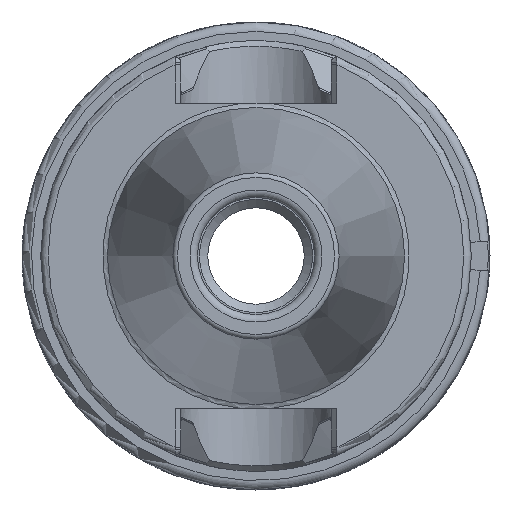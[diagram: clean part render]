
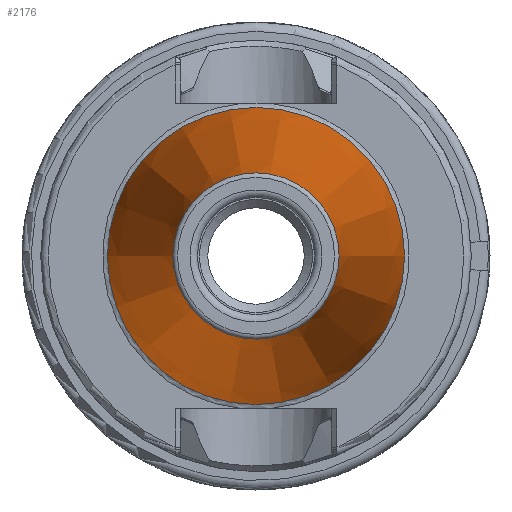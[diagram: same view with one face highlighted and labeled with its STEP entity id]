
A CAD part, left-side view. The second image highlights one B-rep face of the part: STEP entity #2176.
In plain terms, the highlighted conical face has half-angle 8.297 degrees and reference radius 12.377 mm.
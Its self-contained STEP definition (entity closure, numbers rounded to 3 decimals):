
#319=FACE_OUTER_BOUND('',#449,.T.);
#449=EDGE_LOOP('',(#1741,#1742,#1743,#1744,#1745));
#572=LINE('',#4296,#684);
#684=VECTOR('',#2801,12.377);
#791=CIRCLE('',#2404,8.879);
#792=CIRCLE('',#2405,8.879);
#795=CIRCLE('',#2409,15.875);
#965=VERTEX_POINT('',#4286);
#966=VERTEX_POINT('',#4287);
#968=VERTEX_POINT('',#4294);
#1244=EDGE_CURVE('',#965,#966,#791,.T.);
#1245=EDGE_CURVE('',#966,#965,#792,.T.);
#1248=EDGE_CURVE('',#968,#968,#795,.T.);
#1249=EDGE_CURVE('',#968,#965,#572,.T.);
#1741=ORIENTED_EDGE('',*,*,#1248,.F.);
#1742=ORIENTED_EDGE('',*,*,#1249,.T.);
#1743=ORIENTED_EDGE('',*,*,#1244,.T.);
#1744=ORIENTED_EDGE('',*,*,#1245,.T.);
#1745=ORIENTED_EDGE('',*,*,#1249,.F.);
#2107=CONICAL_SURFACE('',#2408,12.377,0.145);
#2176=ADVANCED_FACE('',(#319),#2107,.T.);
#2404=AXIS2_PLACEMENT_3D('',#4288,#2789,#2790);
#2405=AXIS2_PLACEMENT_3D('',#4289,#2791,#2792);
#2408=AXIS2_PLACEMENT_3D('',#4293,#2797,#2798);
#2409=AXIS2_PLACEMENT_3D('',#4295,#2799,#2800);
#2789=DIRECTION('center_axis',(1.,0.,0.));
#2790=DIRECTION('ref_axis',(0.,0.,-1.));
#2791=DIRECTION('center_axis',(1.,0.,0.));
#2792=DIRECTION('ref_axis',(0.,0.,-1.));
#2797=DIRECTION('center_axis',(1.,0.,0.));
#2798=DIRECTION('ref_axis',(0.,1.,0.));
#2799=DIRECTION('center_axis',(1.,0.,0.));
#2800=DIRECTION('ref_axis',(0.,0.,-1.));
#2801=DIRECTION('',(-0.99,0.144,0.));
#4286=CARTESIAN_POINT('',(-47.972,-8.879,0.));
#4287=CARTESIAN_POINT('',(-47.972,0.,8.879));
#4288=CARTESIAN_POINT('Origin',(-47.972,0.,
0.));
#4289=CARTESIAN_POINT('Origin',(-47.972,0.,
0.));
#4293=CARTESIAN_POINT('Origin',(-23.986,0.,
0.));
#4294=CARTESIAN_POINT('',(0.,-15.875,0.));
#4295=CARTESIAN_POINT('Origin',(0.,0.,
0.));
#4296=CARTESIAN_POINT('',(-23.986,-12.377,0.));
